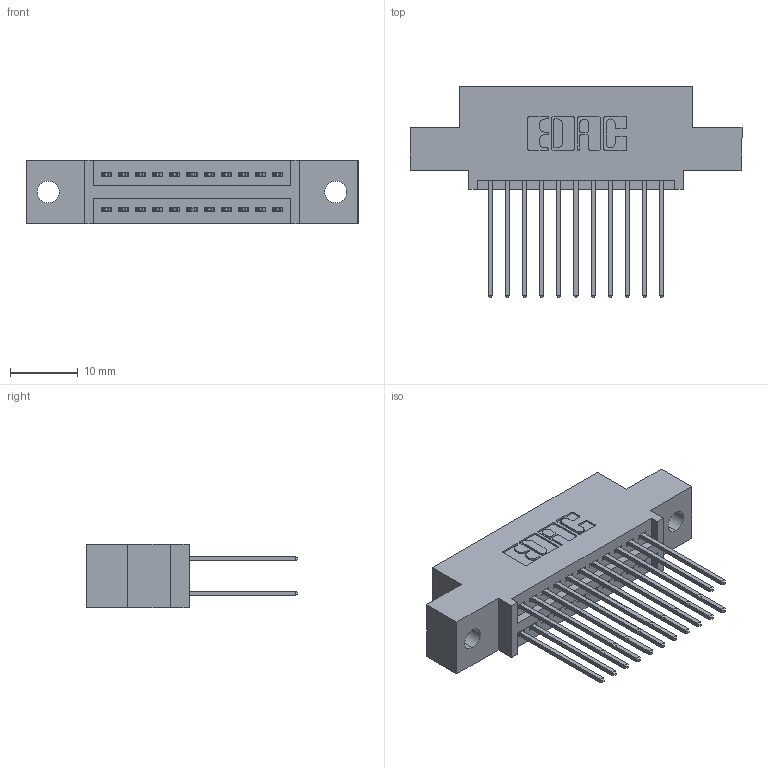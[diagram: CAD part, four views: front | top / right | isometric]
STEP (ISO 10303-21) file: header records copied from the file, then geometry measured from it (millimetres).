
FILE_DESCRIPTION (( 'STEP AP203' ), '1' );
FILE_NAME ('395-022-542-502.STEP', '2019-10-15T23:14:25', ( '' ), ( '' ), 'SwSTEP 2.0', 'SolidWorks 2016', '' );
FILE_SCHEMA (( 'CONFIG_CONTROL_DESIGN' ));
Length unit declared in the file: inch
Products named in the file (3): 395-022-542-502; 345 Part_0.110 Offset - 0.128 Dia; 345-292-001_345-293-142
Assembly tree (23 placements, depth 2):
  395-022-542-502
    345 Part_0.110 Offset - 0.128 Dia
    345-292-001_345-293-142  x22
Bounding box: 49.15 x 31.29 x 9.4 mm (x, y, z)
Volume: 4479.1 mm3; surface area: 6319.9 mm2
Topology: 23 solids, 23 shells, 1230 faces, 3631 edges, 2390 vertices
Faces by surface type: plane 810, cylinder 420
Entity records: 12957 total; most frequent: CARTESIAN_POINT 2204, ORIENTED_EDGE 2138, DIRECTION 1981, EDGE_CURVE 1069, LINE 893, VECTOR 893, VERTEX_POINT 710, AXIS2_PLACEMENT_3D 544
